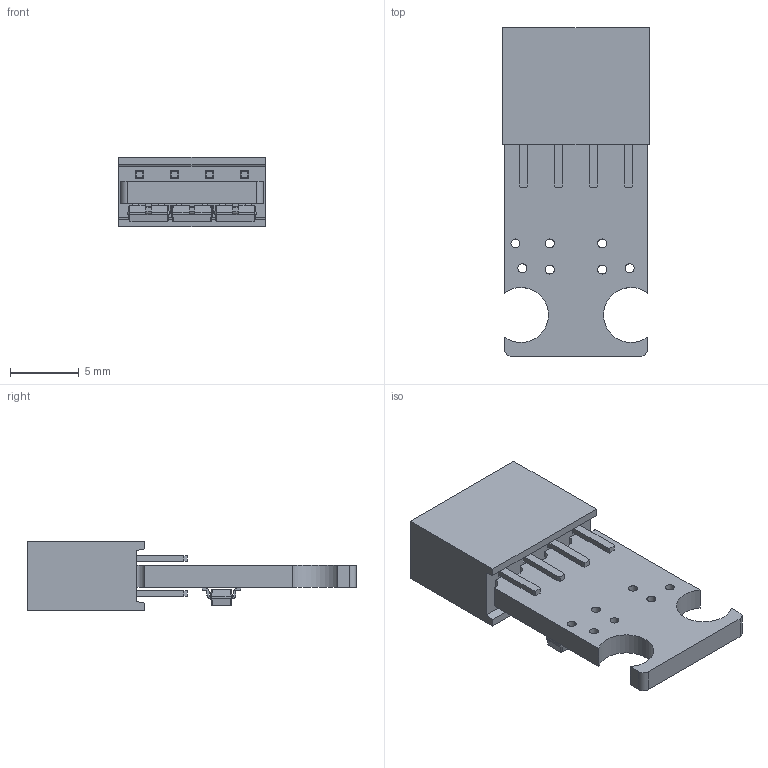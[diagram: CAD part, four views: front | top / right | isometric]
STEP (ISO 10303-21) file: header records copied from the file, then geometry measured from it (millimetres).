
FILE_DESCRIPTION(('KiCad electronic assembly'),'2;1');
FILE_NAME('pcb3.step','2024-08-15T01:21:03',('Pcbnew'),('Kicad'), 'Open CASCADE STEP processor 7.6','KiCad to STEP converter','Unknown' );
FILE_SCHEMA(('AUTOMOTIVE_DESIGN { 1 0 10303 214 1 1 1 1 }'));
Length unit declared in the file: millimetre
Products named in the file (6): pcb3 1; PPPC042LFBN-RC_bkw; Unnamed; SC-59; SC_59; TPDD_Cable_PCB
Assembly tree (7 placements, depth 3):
  pcb3 1
    PPPC042LFBN-RC_bkw
      Unnamed
    SC-59  x3
      SC_59
    TPDD_Cable_PCB
Bounding box: 10.67 x 23.87 x 5.08 mm (x, y, z)
Volume: 665.3 mm3; surface area: 1184 mm2
Topology: 21 solids, 21 shells, 496 faces, 1204 edges, 750 vertices
Faces by surface type: plane 316, cylinder 99, bspline 81
Full cylindrical faces by diameter (mm): 0.65 x7
Entity records: 10629 total; most frequent: CARTESIAN_POINT 1847, ORIENTED_EDGE 1688, DIRECTION 1612, EDGE_CURVE 844, LINE 662, VECTOR 662, VERTEX_POINT 538, AXIS2_PLACEMENT_3D 475
